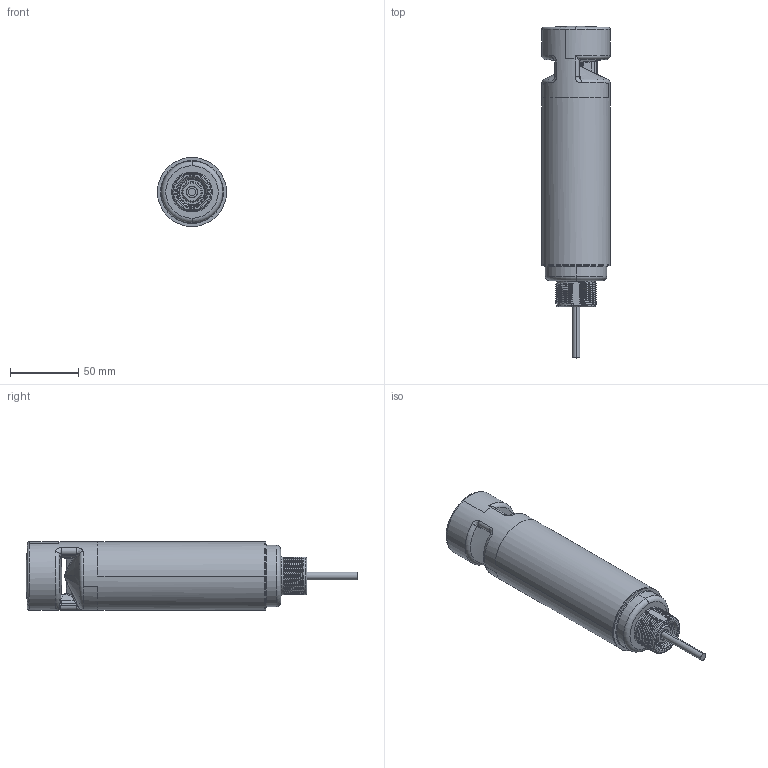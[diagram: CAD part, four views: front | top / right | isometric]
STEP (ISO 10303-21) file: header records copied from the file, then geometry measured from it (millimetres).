
FILE_DESCRIPTION((''),'2;1');
FILE_NAME('219770_ASM','2022-01-31T09:47:39',('PDMAdmin'),('BANNER ENGINEERING'),'CREO PARAMETRIC BY PTC INC, 2019292','CREO PARAMETRIC BY PTC INC, 2019292','');
FILE_SCHEMA(('CONFIG_CONTROL_DESIGN'));
Length unit declared in the file: millimetre
Products named in the file (2): 219770_EP01; 219770_ASM
Assembly tree (1 placements, depth 2):
  219770_ASM
    219770_EP01
Bounding box: 50.5 x 242.68 x 50.5 mm (x, y, z)
Volume: 353695.7 mm3; surface area: 39050.2 mm2
Topology: 1 solids, 1 shells, 268 faces, 693 edges, 429 vertices
Faces by surface type: bspline 113, cylinder 71, torus 35, plane 29, cone 12, sphere 8
Entity records: 21832 total; most frequent: CARTESIAN_POINT 16104, ORIENTED_EDGE 1378, DIRECTION 899, EDGE_CURVE 689, VERTEX_POINT 429, AXIS2_PLACEMENT_3D 360, B_SPLINE_CURVE_WITH_KNOTS 308, EDGE_LOOP 276
